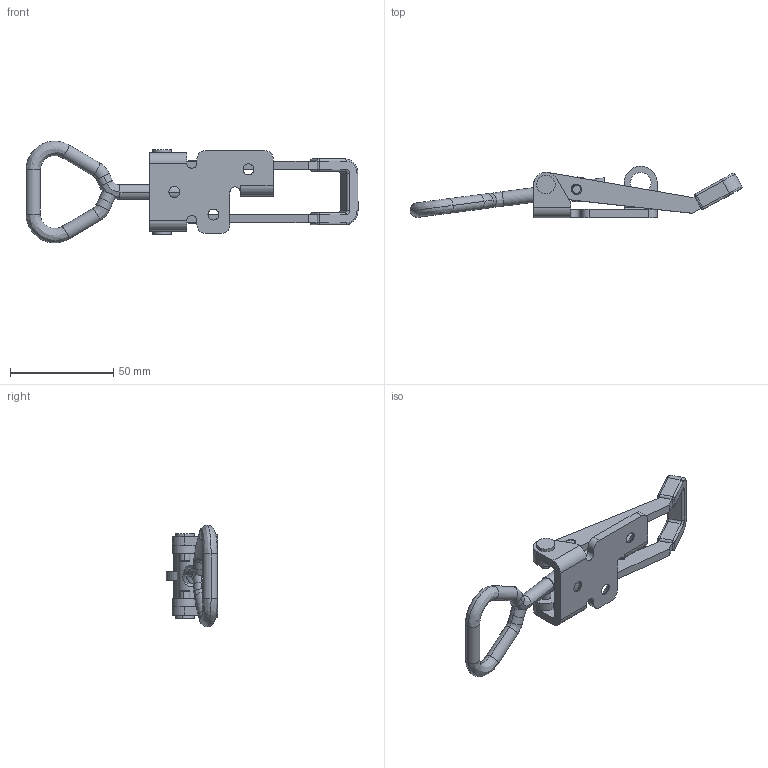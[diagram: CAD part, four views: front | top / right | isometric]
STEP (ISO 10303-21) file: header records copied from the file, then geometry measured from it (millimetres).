
FILE_DESCRIPTION (( 'STEP AP214' ), '1' );
FILE_NAME ('520927 - 703 LC ZP Red handle Friction screw.STEP', '2017-02-02T14:22:13', ( '' ), ( '' ), 'SwSTEP 2.0', 'SolidWorks 2015', '' );
FILE_SCHEMA (( 'AUTOMOTIVE_DESIGN' ));
Length unit declared in the file: millimetre
Products named in the file (8): 703- Platta LC; 520927 - 703 LC ZP Red handle Friction screw; 703 - Skruvögla; 704 - Mid Cylinder Friction ring; 704 - Mid Cylinder Friction; 704 - Friction ring; 704 - Rivet Gradin; 703 -bygelrödplast
Assembly tree (8 placements, depth 3):
  520927 - 703 LC ZP Red handle Friction screw
    703- Platta LC
    703 -bygelrödplast
    704 - Rivet Gradin  x2
    704 - Mid Cylinder Friction ring
      704 - Friction ring
      704 - Mid Cylinder Friction
    703 - Skruvögla
Bounding box: 161.11 x 25 x 49.37 mm (x, y, z)
Volume: 28207.4 mm3; surface area: 19073.5 mm2
Topology: 7 solids, 7 shells, 220 faces, 495 edges, 292 vertices
Faces by surface type: cylinder 99, plane 69, cone 16, bspline 16, sphere 10, torus 10
Entity records: 7154 total; most frequent: CARTESIAN_POINT 1475, DIRECTION 1089, ORIENTED_EDGE 930, EDGE_CURVE 465, AXIS2_PLACEMENT_3D 436, VERTEX_POINT 274, EDGE_LOOP 239, CIRCLE 232
